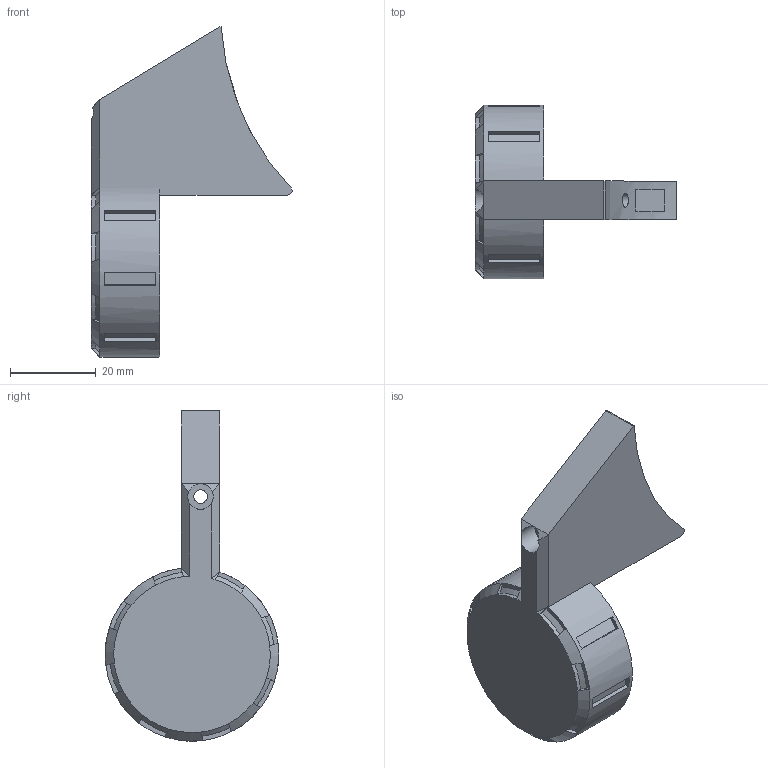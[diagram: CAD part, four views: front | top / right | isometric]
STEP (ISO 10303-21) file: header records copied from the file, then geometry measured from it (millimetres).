
FILE_DESCRIPTION(/* description */ (''),/* implementation_level */ '2;1');
FILE_NAME(/* name */ 'Spinner Motor Cover.step',/* time_stamp */ '2021-02-23T19:29:18-06:00',/* author */ (''),/* organization */ (''),/* preprocessor_version */ 'ST-DEVELOPER v18.1',/* originating_system */ 'Autodesk Translation Framework v9.7.1.1290',/* authorisation */ '');
FILE_SCHEMA (('AUTOMOTIVE_DESIGN { 1 0 10303 214 3 1 1 }'));
Length unit declared in the file: millimetre
Products named in the file (1): Spinner Motor Cover
Bounding box: 47 x 40.49 x 77.04 mm (x, y, z)
Volume: 14535.8 mm3; surface area: 10887.8 mm2
Topology: 1 solids, 1 shells, 112 faces, 276 edges, 172 vertices
Faces by surface type: plane 77, cone 18, cylinder 15, bspline 2
Full cylindrical faces by diameter (mm): 3.2 x1, 6 x1
Entity records: 3422 total; most frequent: CARTESIAN_POINT 792, ORIENTED_EDGE 552, DIRECTION 535, EDGE_CURVE 276, AXIS2_PLACEMENT_3D 194, VERTEX_POINT 172, LINE 147, VECTOR 147
